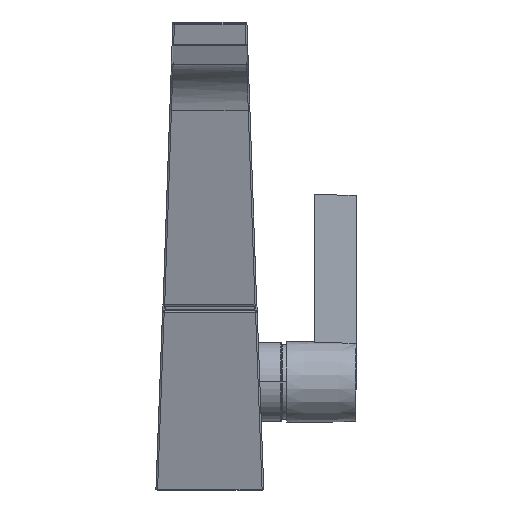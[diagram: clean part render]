
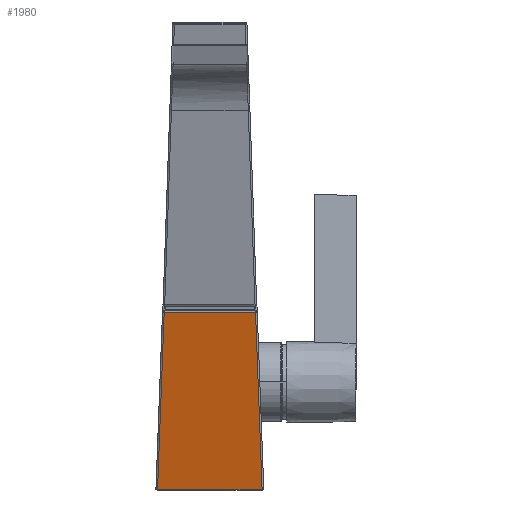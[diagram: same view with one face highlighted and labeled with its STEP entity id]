
A CAD part, top view. The second image highlights one B-rep face of the part: STEP entity #1980.
In plain terms, the highlighted planar face has unit normal (0, -0.259, 0.966).
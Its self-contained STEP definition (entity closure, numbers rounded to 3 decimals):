
#96 = VECTOR ( 'NONE', #376, 1000. ) ;
#376 = DIRECTION ( 'NONE',  ( -0.036, 0.965, 0.259 ) ) ;
#574 = VERTEX_POINT ( 'NONE', #2968 ) ;
#603 = EDGE_CURVE ( 'NONE', #574, #840, #2213, .T. ) ;
#624 = CARTESIAN_POINT ( 'NONE',  ( 22., 86.365, 51.141 ) ) ;
#666 = EDGE_CURVE ( 'NONE', #840, #1771, #1716, .T. ) ;
#840 = VERTEX_POINT ( 'NONE', #2893 ) ;
#1059 = CARTESIAN_POINT ( 'NONE',  ( -25.192, 0., 28. ) ) ;
#1386 = VECTOR ( 'NONE', #3426, 1000. ) ;
#1446 = EDGE_CURVE ( 'NONE', #1540, #574, #2244, .T. ) ;
#1530 = VECTOR ( 'NONE', #2336, 1000. ) ;
#1535 = EDGE_LOOP ( 'NONE', ( #3253, #1684, #2936, #3398 ) ) ;
#1540 = VERTEX_POINT ( 'NONE', #2779 ) ;
#1684 = ORIENTED_EDGE ( 'NONE', *, *, #1446, .T. ) ;
#1716 = LINE ( 'NONE', #2365, #1530 ) ;
#1771 = VERTEX_POINT ( 'NONE', #1059 ) ;
#1840 = VECTOR ( 'NONE', #2686, 1000. ) ;
#1980 = ADVANCED_FACE ( 'NONE', ( #2335 ), #2022, .F. ) ;
#2022 = PLANE ( 'NONE',  #2282 ) ;
#2121 = LINE ( 'NONE', #3153, #1386 ) ;
#2213 = LINE ( 'NONE', #3210, #1840 ) ;
#2244 = LINE ( 'NONE', #624, #96 ) ;
#2282 = AXIS2_PLACEMENT_3D ( 'NONE', #2805, #2323, #3100 ) ;
#2323 = DIRECTION ( 'NONE',  ( 0., 0.259, -0.966 ) ) ;
#2335 = FACE_OUTER_BOUND ( 'NONE', #1535, .T. ) ;
#2336 = DIRECTION ( 'NONE',  ( -0.036, -0.965, -0.259 ) ) ;
#2365 = CARTESIAN_POINT ( 'NONE',  ( -25.193, -0.028, 27.993 ) ) ;
#2686 = DIRECTION ( 'NONE',  ( -1., 0., 0. ) ) ;
#2779 = CARTESIAN_POINT ( 'NONE',  ( 25.192, 0., 28. ) ) ;
#2805 = CARTESIAN_POINT ( 'NONE',  ( 26., 88.325, 51.667 ) ) ;
#2893 = CARTESIAN_POINT ( 'NONE',  ( -22.028, 85.62, 50.942 ) ) ;
#2936 = ORIENTED_EDGE ( 'NONE', *, *, #603, .T. ) ;
#2968 = CARTESIAN_POINT ( 'NONE',  ( 22.028, 85.62, 50.942 ) ) ;
#3100 = DIRECTION ( 'NONE',  ( 0., 0.966, 0.259 ) ) ;
#3153 = CARTESIAN_POINT ( 'NONE',  ( 26., 0., 28. ) ) ;
#3210 = CARTESIAN_POINT ( 'NONE',  ( -22.807, 85.62, 50.942 ) ) ;
#3253 = ORIENTED_EDGE ( 'NONE', *, *, #3529, .F. ) ;
#3398 = ORIENTED_EDGE ( 'NONE', *, *, #666, .T. ) ;
#3426 = DIRECTION ( 'NONE',  ( -1., 0., 0. ) ) ;
#3529 = EDGE_CURVE ( 'NONE', #1540, #1771, #2121, .T. ) ;
